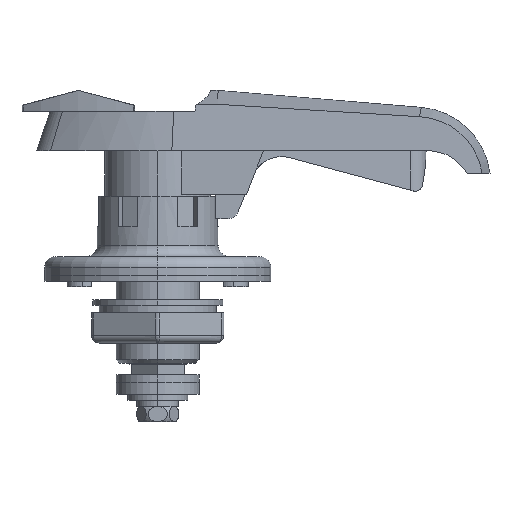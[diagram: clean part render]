
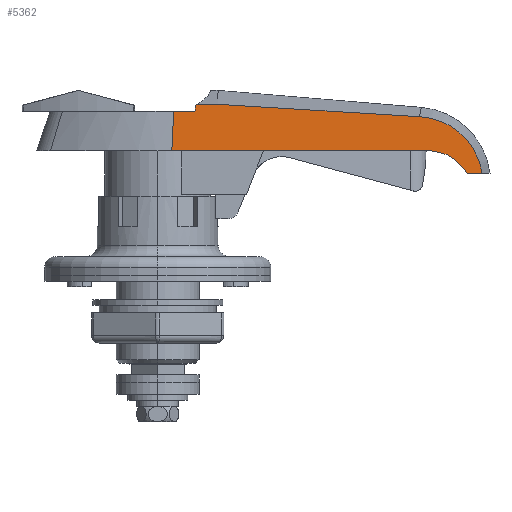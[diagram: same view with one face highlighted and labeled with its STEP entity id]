
A CAD part, left-side view. The second image highlights one B-rep face of the part: STEP entity #5362.
In plain terms, the highlighted planar face has unit normal (-0.997, -0.083, 0).
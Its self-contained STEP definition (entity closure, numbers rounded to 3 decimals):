
#1384 = ORIENTED_EDGE ( 'NONE', *, *, #8670, .F. ) ;
#1385 = ORIENTED_EDGE ( 'NONE', *, *, #8679, .T. ) ;
#1386 = ORIENTED_EDGE ( 'NONE', *, *, #8678, .T. ) ;
#1387 = ORIENTED_EDGE ( 'NONE', *, *, #8680, .T. ) ;
#1388 = ORIENTED_EDGE ( 'NONE', *, *, #8659, .F. ) ;
#1389 = ORIENTED_EDGE ( 'NONE', *, *, #8681, .F. ) ;
#1390 = ORIENTED_EDGE ( 'NONE', *, *, #5337, .F. ) ;
#1391 = ORIENTED_EDGE ( 'NONE', *, *, #5336, .F. ) ;
#1392 = ORIENTED_EDGE ( 'NONE', *, *, #5338, .T. ) ;
#3415 = VECTOR ( 'NONE', #4199, 1000. ) ;
#3417 = VECTOR ( 'NONE', #4227, 1000. ) ;
#3467 = AXIS2_PLACEMENT_3D ( 'NONE', #4312, #4313, #4314 ) ;
#3469 = FACE_OUTER_BOUND ( 'NONE', #10782, .T. ) ;
#3931 = VECTOR ( 'NONE', #5646, 1000. ) ;
#3940 = VECTOR ( 'NONE', #5679, 1000. ) ;
#3948 = VECTOR ( 'NONE', #5709, 1000. ) ;
#4197 = LINE ( 'NONE', #4198, #3415 ) ;
#4198 = CARTESIAN_POINT ( 'NONE',  ( -8.157, -83.966, 6. ) ) ;
#4199 = DIRECTION ( 'NONE',  ( -0.083, 0.997, 0. ) ) ;
#4200 = CARTESIAN_POINT ( 'NONE',  ( -9.376, -69.303, 21.04 ) ) ;
#4201 = CARTESIAN_POINT ( 'NONE',  ( -9.291, -70.317, 20.996 ) ) ;
#4202 = CARTESIAN_POINT ( 'NONE',  ( -9.209, -71.313, 20.864 ) ) ;
#4203 = CARTESIAN_POINT ( 'NONE',  ( -9.046, -73.269, 20.434 ) ) ;
#4204 = CARTESIAN_POINT ( 'NONE',  ( -8.966, -74.231, 20.135 ) ) ;
#4205 = CARTESIAN_POINT ( 'NONE',  ( -8.81, -76.11, 19.365 ) ) ;
#4206 = CARTESIAN_POINT ( 'NONE',  ( -8.735, -77.012, 18.9 ) ) ;
#4207 = CARTESIAN_POINT ( 'NONE',  ( -8.628, -78.3, 18.087 ) ) ;
#4208 = CARTESIAN_POINT ( 'NONE',  ( -8.593, -78.717, 17.798 ) ) ;
#4209 = CARTESIAN_POINT ( 'NONE',  ( -8.526, -79.524, 17.185 ) ) ;
#4210 = CARTESIAN_POINT ( 'NONE',  ( -8.494, -79.915, 16.859 ) ) ;
#4211 = CARTESIAN_POINT ( 'NONE',  ( -8.431, -80.667, 16.177 ) ) ;
#4212 = CARTESIAN_POINT ( 'NONE',  ( -8.401, -81.027, 15.82 ) ) ;
#4213 = CARTESIAN_POINT ( 'NONE',  ( -8.344, -81.716, 15.076 ) ) ;
#4214 = CARTESIAN_POINT ( 'NONE',  ( -8.317, -82.046, 14.687 ) ) ;
#4215 = CARTESIAN_POINT ( 'NONE',  ( -8.239, -82.978, 13.486 ) ) ;
#4216 = CARTESIAN_POINT ( 'NONE',  ( -8.194, -83.522, 12.641 ) ) ;
#4217 = CARTESIAN_POINT ( 'NONE',  ( -8.135, -84.228, 11.31 ) ) ;
#4218 = CARTESIAN_POINT ( 'NONE',  ( -8.117, -84.444, 10.855 ) ) ;
#4219 = CARTESIAN_POINT ( 'NONE',  ( -8.085, -84.838, 9.924 ) ) ;
#4220 = CARTESIAN_POINT ( 'NONE',  ( -8.07, -85.017, 9.445 ) ) ;
#4221 = CARTESIAN_POINT ( 'NONE',  ( -8.031, -85.487, 7.997 ) ) ;
#4222 = CARTESIAN_POINT ( 'NONE',  ( -8.012, -85.715, 7.009 ) ) ;
#4223 = CARTESIAN_POINT ( 'NONE',  ( -8., -85.856, 6. ) ) ;
#4225 = LINE ( 'NONE', #4226, #3417 ) ;
#4226 = CARTESIAN_POINT ( 'NONE',  ( -8.043, -85.341, 20.055 ) ) ;
#4227 = DIRECTION ( 'NONE',  ( -0.083, 0.995, 0.061 ) ) ;
#4311 = PLANE ( 'NONE',  #3467 ) ;
#4312 = CARTESIAN_POINT ( 'NONE',  ( -8., -85.856, 28.509 ) ) ;
#4313 = DIRECTION ( 'NONE',  ( 0.997, 0.083, 0. ) ) ;
#4314 = DIRECTION ( 'NONE',  ( -0.083, 0.997, 0. ) ) ;
#5336 = EDGE_CURVE ( 'NONE', #9184, #9214, #4197, .T. ) ;
#5337 = EDGE_CURVE ( 'NONE', #9178, #9184, #10369, .T. ) ;
#5338 = EDGE_CURVE ( 'NONE', #9178, #9187, #4225, .T. ) ;
#5362 = ADVANCED_FACE ( 'NONE', ( #3469 ), #4311, .F. ) ;
#5644 = LINE ( 'NONE', #5645, #3931 ) ;
#5645 = CARTESIAN_POINT ( 'NONE',  ( -17.567, 29.252, 12. ) ) ;
#5646 = DIRECTION ( 'NONE',  ( -0.083, 0.997, 0. ) ) ;
#5677 = LINE ( 'NONE', #5678, #3940 ) ;
#5678 = CARTESIAN_POINT ( 'NONE',  ( -7.995, -85.914, 25.874 ) ) ;
#5679 = DIRECTION ( 'NONE',  ( 0.083, -0.996, 0.022 ) ) ;
#5693 = CARTESIAN_POINT ( 'NONE',  ( -14.289, -10.192, 24.2 ) ) ;
#5703 = CARTESIAN_POINT ( 'NONE',  ( -14.298, -10.074, 23.633 ) ) ;
#5704 = CARTESIAN_POINT ( 'NONE',  ( -14.308, -9.956, 23.067 ) ) ;
#5705 = CARTESIAN_POINT ( 'NONE',  ( -14.318, -9.838, 22.5 ) ) ;
#5706 = CARTESIAN_POINT ( 'NONE',  ( -14.784, -4.235, 22.5 ) ) ;
#5707 = LINE ( 'NONE', #5708, #3948 ) ;
#5708 = CARTESIAN_POINT ( 'NONE',  ( -8., -85.856, 22.5 ) ) ;
#5709 = DIRECTION ( 'NONE',  ( -0.083, 0.997, 0. ) ) ;
#5710 = CARTESIAN_POINT ( 'NONE',  ( -14.797, -4.07, 19. ) ) ;
#5711 = CARTESIAN_POINT ( 'NONE',  ( -14.811, -3.905, 15.5 ) ) ;
#5712 = CARTESIAN_POINT ( 'NONE',  ( -14.825, -3.74, 12. ) ) ;
#5713 = CARTESIAN_POINT ( 'NONE',  ( -8.321, -82., 6. ) ) ;
#5714 = CARTESIAN_POINT ( 'NONE',  ( -8.503, -79.804, 9.804 ) ) ;
#5715 = CARTESIAN_POINT ( 'NONE',  ( -8.819, -76., 12. ) ) ;
#5716 = CARTESIAN_POINT ( 'NONE',  ( -9.184, -71.608, 12. ) ) ;
#5749 = CARTESIAN_POINT ( 'NONE',  ( -9.376, -69.303, 21.04 ) ) ;
#5755 = CARTESIAN_POINT ( 'NONE',  ( -8., -85.856, 6. ) ) ;
#5758 = CARTESIAN_POINT ( 'NONE',  ( -13.819, -15.847, 24.325 ) ) ;
#5785 = CARTESIAN_POINT ( 'NONE',  ( -8.321, -82., 6. ) ) ;
#5821 = CARTESIAN_POINT ( 'NONE',  ( -14.825, -3.74, 12. ) ) ;
#5851 = CARTESIAN_POINT ( 'NONE',  ( -9.184, -71.608, 12. ) ) ;
#5856 = CARTESIAN_POINT ( 'NONE',  ( -14.289, -10.192, 24.2 ) ) ;
#5860 = CARTESIAN_POINT ( 'NONE',  ( -14.318, -9.838, 22.5 ) ) ;
#5865 = CARTESIAN_POINT ( 'NONE',  ( -14.784, -4.235, 22.5 ) ) ;
#8659 = EDGE_CURVE ( 'NONE', #9280, #9250, #5644, .T. ) ;
#8670 = EDGE_CURVE ( 'NONE', #9285, #9187, #5677, .T. ) ;
#8678 = EDGE_CURVE ( 'NONE', #9285, #9289, #10391, .T. ) ;
#8679 = EDGE_CURVE ( 'NONE', #9289, #9294, #5707, .T. ) ;
#8680 = EDGE_CURVE ( 'NONE', #9294, #9250, #10392, .T. ) ;
#8681 = EDGE_CURVE ( 'NONE', #9214, #9280, #10393, .T. ) ;
#9178 = VERTEX_POINT ( 'NONE', #5749 ) ;
#9184 = VERTEX_POINT ( 'NONE', #5755 ) ;
#9187 = VERTEX_POINT ( 'NONE', #5758 ) ;
#9214 = VERTEX_POINT ( 'NONE', #5785 ) ;
#9250 = VERTEX_POINT ( 'NONE', #5821 ) ;
#9280 = VERTEX_POINT ( 'NONE', #5851 ) ;
#9285 = VERTEX_POINT ( 'NONE', #5856 ) ;
#9289 = VERTEX_POINT ( 'NONE', #5860 ) ;
#9294 = VERTEX_POINT ( 'NONE', #5865 ) ;
#10369 = B_SPLINE_CURVE_WITH_KNOTS ( 'NONE', 3,
 ( #4200, #4201, #4202, #4203, #4204, #4205, #4206, #4207, #4208, #4209, #4210, #4211, #4212, #4213, #4214, #4215, #4216, #4217, #4218, #4219, #4220, #4221, #4222, #4223 ),
 .UNSPECIFIED., .F., .F.,
 ( 4, 2, 2, 2, 2, 2, 2, 2, 2, 2, 2, 4 ),
 ( 0., 0.003, 0.006, 0.009, 0.011, 0.012, 0.014, 0.015, 0.018, 0.02, 0.021, 0.024 ),
 .UNSPECIFIED. ) ;
#10391 = B_SPLINE_CURVE_WITH_KNOTS ( 'NONE', 3,
 ( #5693, #5703, #5704, #5705 ),
 .UNSPECIFIED., .F., .F.,
 ( 4, 4 ),
 ( 0., 0.002 ),
 .UNSPECIFIED. ) ;
#10392 = B_SPLINE_CURVE_WITH_KNOTS ( 'NONE', 3,
 ( #5706, #5710, #5711, #5712 ),
 .UNSPECIFIED., .F., .F.,
 ( 4, 4 ),
 ( 0.344, 1. ),
 .UNSPECIFIED. ) ;
#10393 =( BOUNDED_CURVE ( )  B_SPLINE_CURVE ( 3, ( #5713, #5714, #5715, #5716 ),
 .UNSPECIFIED., .F., .T. ) 
 B_SPLINE_CURVE_WITH_KNOTS ( ( 4, 4 ),
 ( 3.665, 4.712 ),
 .UNSPECIFIED. ) 
 CURVE ( )  GEOMETRIC_REPRESENTATION_ITEM ( )  RATIONAL_B_SPLINE_CURVE ( ( 1., 0.911, 0.911, 1. ) ) 
 REPRESENTATION_ITEM ( '' )  );
#10782 = EDGE_LOOP ( 'NONE', ( #1384, #1386, #1385, #1387, #1388, #1389, #1391, #1390, #1392 ) ) ;
